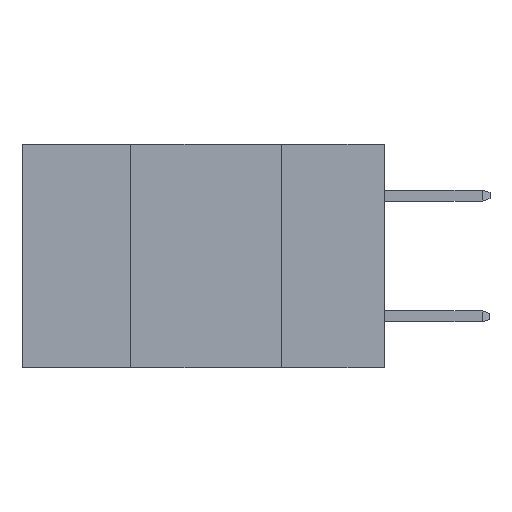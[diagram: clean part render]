
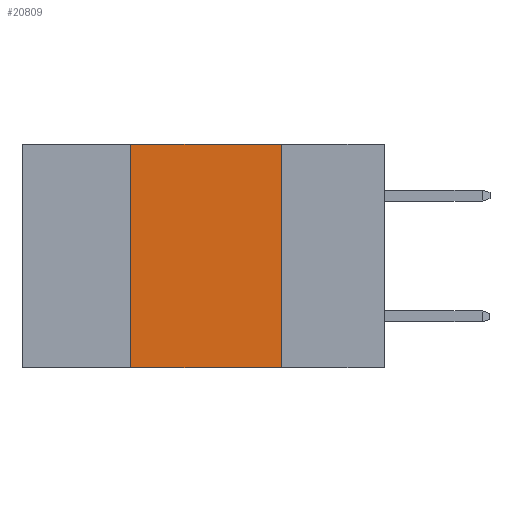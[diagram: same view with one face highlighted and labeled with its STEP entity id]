
A CAD part, left-side view. The second image highlights one B-rep face of the part: STEP entity #20809.
In plain terms, the highlighted planar face has unit normal (-1, 0, 0).
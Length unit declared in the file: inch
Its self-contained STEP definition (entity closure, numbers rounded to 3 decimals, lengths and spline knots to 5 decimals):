
#272 = CARTESIAN_POINT ( 'NONE',  ( 0., 0.17, 0. ) ) ;
#627 = DIRECTION ( 'NONE',  ( 0., -1., 0. ) ) ;
#1402 = ORIENTED_EDGE ( 'NONE', *, *, #9378, .F. ) ;
#2437 = DIRECTION ( 'NONE',  ( 0., 0., -1. ) ) ;
#4535 = VECTOR ( 'NONE', #26389, 39.37008 ) ;
#4667 = VERTEX_POINT ( 'NONE', #19558 ) ;
#4927 = VECTOR ( 'NONE', #627, 39.37008 ) ;
#8008 = AXIS2_PLACEMENT_3D ( 'NONE', #8610, #23483, #10748 ) ;
#8610 = CARTESIAN_POINT ( 'NONE',  ( 0., 0.6, 0. ) ) ;
#9378 = EDGE_CURVE ( 'NONE', #11665, #13585, #22001, .T. ) ;
#9491 = ORIENTED_EDGE ( 'NONE', *, *, #27397, .T. ) ;
#10293 = LINE ( 'NONE', #17912, #4535 ) ;
#10723 = EDGE_CURVE ( 'NONE', #4667, #11665, #26214, .T. ) ;
#10748 = DIRECTION ( 'NONE',  ( 0., 0., -1. ) ) ;
#11665 = VERTEX_POINT ( 'NONE', #15607 ) ;
#12987 = DIRECTION ( 'NONE',  ( 0., 0., 1. ) ) ;
#13108 = FACE_OUTER_BOUND ( 'NONE', #21074, .T. ) ;
#13501 = VECTOR ( 'NONE', #2437, 39.37008 ) ;
#13585 = VERTEX_POINT ( 'NONE', #17898 ) ;
#15607 = CARTESIAN_POINT ( 'NONE',  ( 0., 0.42, 0. ) ) ;
#17088 = PLANE ( 'NONE',  #8008 ) ;
#17802 = CARTESIAN_POINT ( 'NONE',  ( 0., 0.6, 0. ) ) ;
#17898 = CARTESIAN_POINT ( 'NONE',  ( 0., 0.17, 0. ) ) ;
#17912 = CARTESIAN_POINT ( 'NONE',  ( 0., 0.6, -0.37 ) ) ;
#18337 = CARTESIAN_POINT ( 'NONE',  ( 0., 0.17, -0.37 ) ) ;
#19558 = CARTESIAN_POINT ( 'NONE',  ( 0., 0.42, -0.37 ) ) ;
#19753 = EDGE_CURVE ( 'NONE', #13585, #25384, #24785, .T. ) ;
#20809 = ADVANCED_FACE ( 'NONE', ( #13108 ), #17088, .F. ) ;
#21074 = EDGE_LOOP ( 'NONE', ( #25030, #1402, #23904, #9491 ) ) ;
#21278 = VECTOR ( 'NONE', #12987, 39.37008 ) ;
#22001 = LINE ( 'NONE', #17802, #4927 ) ;
#23483 = DIRECTION ( 'NONE',  ( 1., 0., 0. ) ) ;
#23904 = ORIENTED_EDGE ( 'NONE', *, *, #10723, .F. ) ;
#24785 = LINE ( 'NONE', #272, #13501 ) ;
#25030 = ORIENTED_EDGE ( 'NONE', *, *, #19753, .F. ) ;
#25384 = VERTEX_POINT ( 'NONE', #18337 ) ;
#25692 = CARTESIAN_POINT ( 'NONE',  ( 0., 0.42, 0. ) ) ;
#26214 = LINE ( 'NONE', #25692, #21278 ) ;
#26389 = DIRECTION ( 'NONE',  ( 0., -1., 0. ) ) ;
#27397 = EDGE_CURVE ( 'NONE', #4667, #25384, #10293, .T. ) ;
